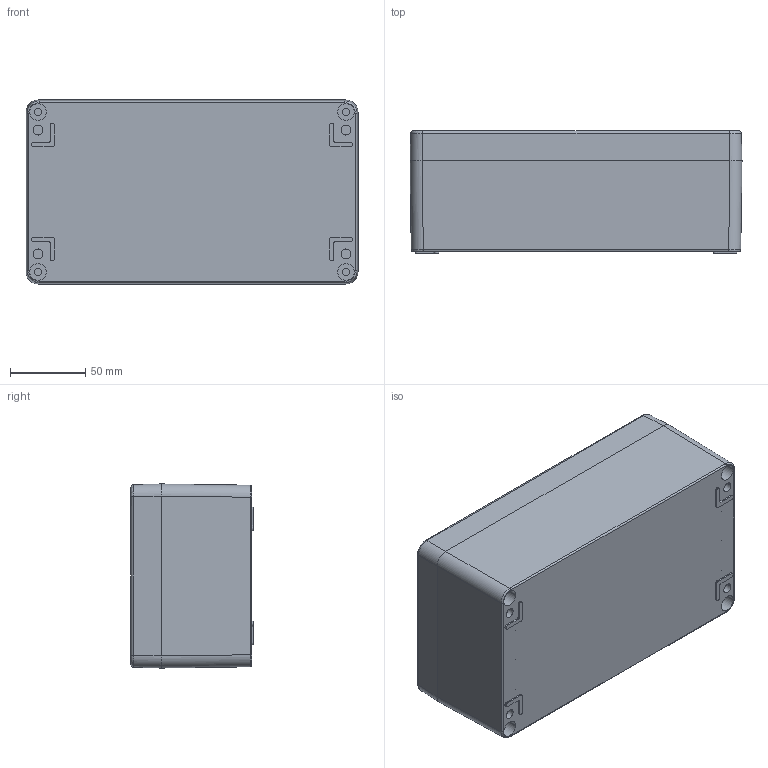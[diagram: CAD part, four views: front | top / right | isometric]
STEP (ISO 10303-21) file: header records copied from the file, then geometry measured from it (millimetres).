
FILE_DESCRIPTION (( 'STEP AP214' ), '1' );
FILE_NAME ('2374-2212-08-54.step', '2023-11-08T10:38:41', ( '' ), ( '' ), 'SwSTEP 2.0', 'SolidWorks 2019', '' );
FILE_SCHEMA (( 'AUTOMOTIVE_DESIGN' ));
Length unit declared in the file: millimetre
Products named in the file (7): SchutzleiteranschlussM4x8; 2374-2212-08-54; Deckel^2374-2212-08-54; Unterteil^2374-2212-08-54; DeckelschraubeM6x24; SchutzleiteranschlussM6x10
Assembly tree (12 placements, depth 3):
  2374-2212-08-54
    2374-2212-08-54
      Unterteil^2374-2212-08-54
      SchutzleiteranschlussM6x10  x4
      Deckel^2374-2212-08-54
      SchutzleiteranschlussM4x8
      DeckelschraubeM6x24  x4
Bounding box: 220 x 81 x 122 mm (x, y, z)
Volume: 491272.6 mm3; surface area: 234495.9 mm2
Topology: 16 solids, 16 shells, 943 faces, 2500 edges, 1590 vertices
Faces by surface type: plane 426, cylinder 290, cone 167, bspline 32, torus 28
Entity records: 20900 total; most frequent: CARTESIAN_POINT 7302, ORIENTED_EDGE 2858, DIRECTION 2671, EDGE_CURVE 1429, AXIS2_PLACEMENT_3D 994, VERTEX_POINT 915, LINE 683, VECTOR 683
